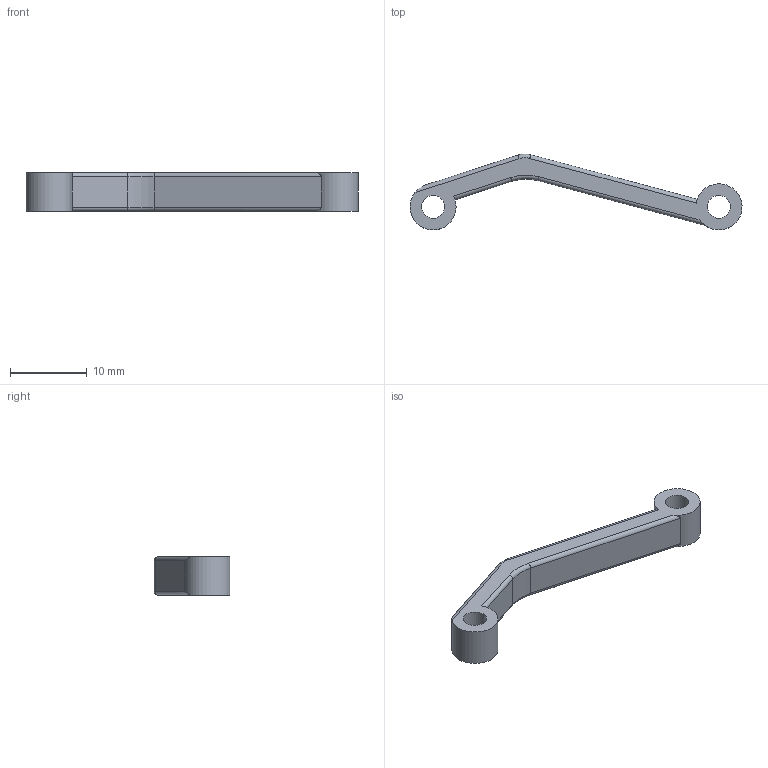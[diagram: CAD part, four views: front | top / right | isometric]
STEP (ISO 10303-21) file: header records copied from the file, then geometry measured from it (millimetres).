
FILE_DESCRIPTION(/* description */ (''),/* implementation_level */ '2;1');
FILE_NAME(/* name */ 'Joint.stp',/* time_stamp */ '2020-08-20T18:18:28+01:00',/* author */ ('ferrerx'),/* organization */ (''),/* preprocessor_version */ 'ST-DEVELOPER v18',/* originating_system */ 'Autodesk Inventor 2020',/* authorisation */ '');
FILE_SCHEMA (('AUTOMOTIVE_DESIGN { 1 0 10303 214 3 1 1 }'));
Length unit declared in the file: millimetre
Products named in the file (1): Joint
Bounding box: 43.19 x 9.88 x 5 mm (x, y, z)
Volume: 715.1 mm3; surface area: 851.3 mm2
Topology: 1 solids, 1 shells, 24 faces, 60 edges, 38 vertices
Faces by surface type: cylinder 14, plane 6, torus 4
Full cylindrical faces by diameter (mm): 3 x2
Entity records: 823 total; most frequent: CARTESIAN_POINT 191, DIRECTION 128, ORIENTED_EDGE 120, EDGE_CURVE 60, AXIS2_PLACEMENT_3D 51, VERTEX_POINT 38, EDGE_LOOP 28, LINE 26
